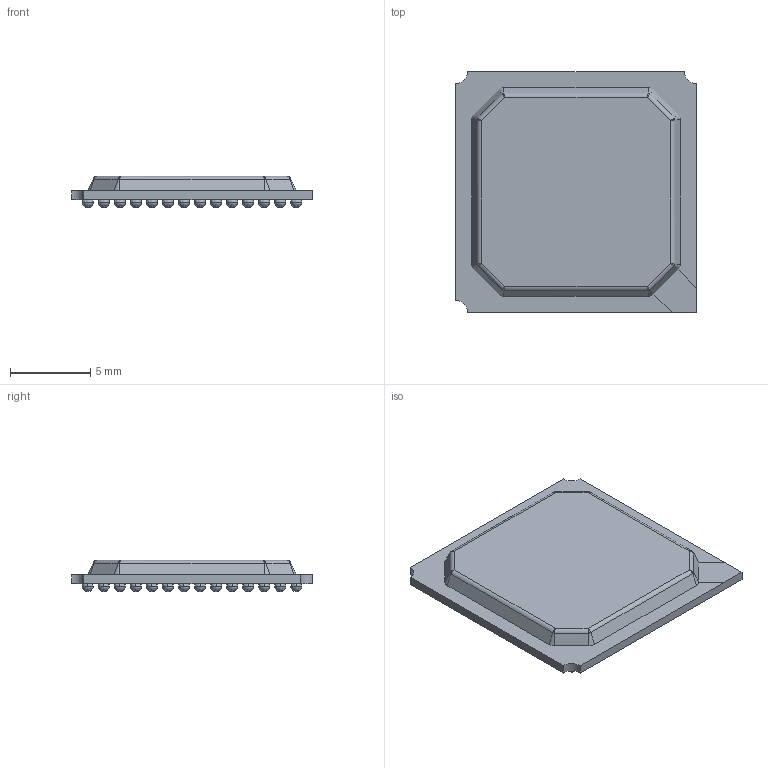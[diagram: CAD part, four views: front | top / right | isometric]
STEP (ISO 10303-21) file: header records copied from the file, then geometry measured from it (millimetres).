
FILE_DESCRIPTION (( 'STEP AP214' ), '1' );
FILE_NAME ('User Library-BGA100P14X14-176.STEP', '2018-11-01T06:17:49', ( '' ), ( '' ), 'SwSTEP 2.0', 'SolidWorks 2018', '' );
FILE_SCHEMA (( 'AUTOMOTIVE_DESIGN' ));
Length unit declared in the file: millimetre
Products named in the file (1): User Library-BGA100P14X14-176
Bounding box: 15 x 15 x 1.96 mm (x, y, z)
Volume: 286.7 mm3; surface area: 695.3 mm2
Topology: 1 solids, 1 shells, 574 faces, 1520 edges, 764 vertices
Faces by surface type: bspline 536, plane 19, cylinder 11, cone 8
Entity records: 31237 total; most frequent: CARTESIAN_POINT 14958, ORIENTED_EDGE 2320, DIRECTION 1580, EDGE_CURVE 1160, VERTEX_POINT 764, AXIS2_PLACEMENT_3D 757, EDGE_LOOP 750, CIRCLE 718
